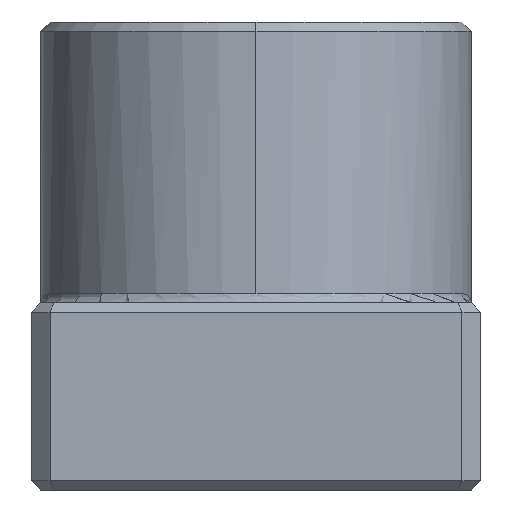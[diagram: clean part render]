
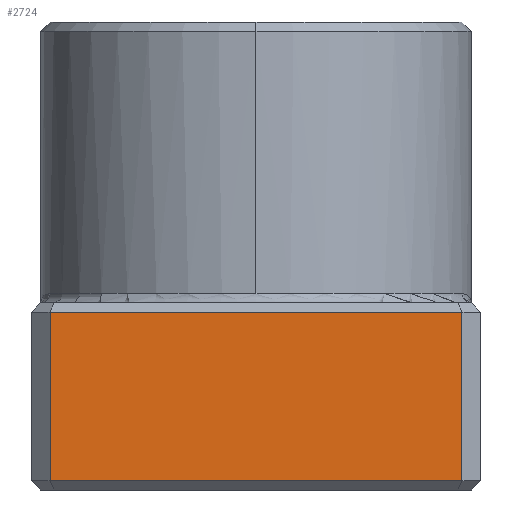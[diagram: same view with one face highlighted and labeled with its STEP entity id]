
A CAD part, left-side view. The second image highlights one B-rep face of the part: STEP entity #2724.
In plain terms, the highlighted planar face has unit normal (-1, 0, 0).
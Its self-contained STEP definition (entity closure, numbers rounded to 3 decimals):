
#44 = EDGE_LOOP ( 'NONE', ( #1669, #163, #1378, #668 ) ) ;
#163 = ORIENTED_EDGE ( 'NONE', *, *, #1841, .T. ) ;
#483 = VERTEX_POINT ( 'NONE', #757 ) ;
#538 = CARTESIAN_POINT ( 'NONE',  ( -42., 22., 19. ) ) ;
#557 = EDGE_CURVE ( 'NONE', #483, #2320, #1736, .T. ) ;
#583 = EDGE_CURVE ( 'NONE', #1195, #1589, #1576, .T. ) ;
#668 = ORIENTED_EDGE ( 'NONE', *, *, #2992, .T. ) ;
#750 = LINE ( 'NONE', #3226, #2058 ) ;
#757 = CARTESIAN_POINT ( 'NONE',  ( -42., -22., 19. ) ) ;
#873 = LINE ( 'NONE', #942, #2872 ) ;
#942 = CARTESIAN_POINT ( 'NONE',  ( -42., 22., 1. ) ) ;
#964 = VECTOR ( 'NONE', #1434, 1000. ) ;
#1037 = PLANE ( 'NONE',  #1187 ) ;
#1039 = CARTESIAN_POINT ( 'NONE',  ( -42., 22., 1. ) ) ;
#1187 = AXIS2_PLACEMENT_3D ( 'NONE', #2616, #2319, #1689 ) ;
#1195 = VERTEX_POINT ( 'NONE', #538 ) ;
#1283 = DIRECTION ( 'NONE',  ( 0., 0., -1. ) ) ;
#1333 = CARTESIAN_POINT ( 'NONE',  ( -42., 22., 20. ) ) ;
#1378 = ORIENTED_EDGE ( 'NONE', *, *, #557, .F. ) ;
#1424 = CARTESIAN_POINT ( 'NONE',  ( -42., -22., 20. ) ) ;
#1434 = DIRECTION ( 'NONE',  ( 0., 0., -1. ) ) ;
#1576 = LINE ( 'NONE', #1333, #2271 ) ;
#1589 = VERTEX_POINT ( 'NONE', #1039 ) ;
#1669 = ORIENTED_EDGE ( 'NONE', *, *, #583, .T. ) ;
#1689 = DIRECTION ( 'NONE',  ( 0., 0., -1. ) ) ;
#1736 = LINE ( 'NONE', #1424, #964 ) ;
#1805 = FACE_OUTER_BOUND ( 'NONE', #44, .T. ) ;
#1841 = EDGE_CURVE ( 'NONE', #1589, #2320, #873, .T. ) ;
#1991 = CARTESIAN_POINT ( 'NONE',  ( -42., -22., 1. ) ) ;
#2058 = VECTOR ( 'NONE', #3262, 1000. ) ;
#2271 = VECTOR ( 'NONE', #1283, 1000. ) ;
#2319 = DIRECTION ( 'NONE',  ( 1., 0., 0. ) ) ;
#2320 = VERTEX_POINT ( 'NONE', #1991 ) ;
#2616 = CARTESIAN_POINT ( 'NONE',  ( -42., 22., 20. ) ) ;
#2724 = ADVANCED_FACE ( 'NONE', ( #1805 ), #1037, .F. ) ;
#2769 = DIRECTION ( 'NONE',  ( 0., -1., 0. ) ) ;
#2872 = VECTOR ( 'NONE', #2769, 1000. ) ;
#2992 = EDGE_CURVE ( 'NONE', #483, #1195, #750, .T. ) ;
#3226 = CARTESIAN_POINT ( 'NONE',  ( -42., 22., 19. ) ) ;
#3262 = DIRECTION ( 'NONE',  ( 0., 1., 0. ) ) ;
